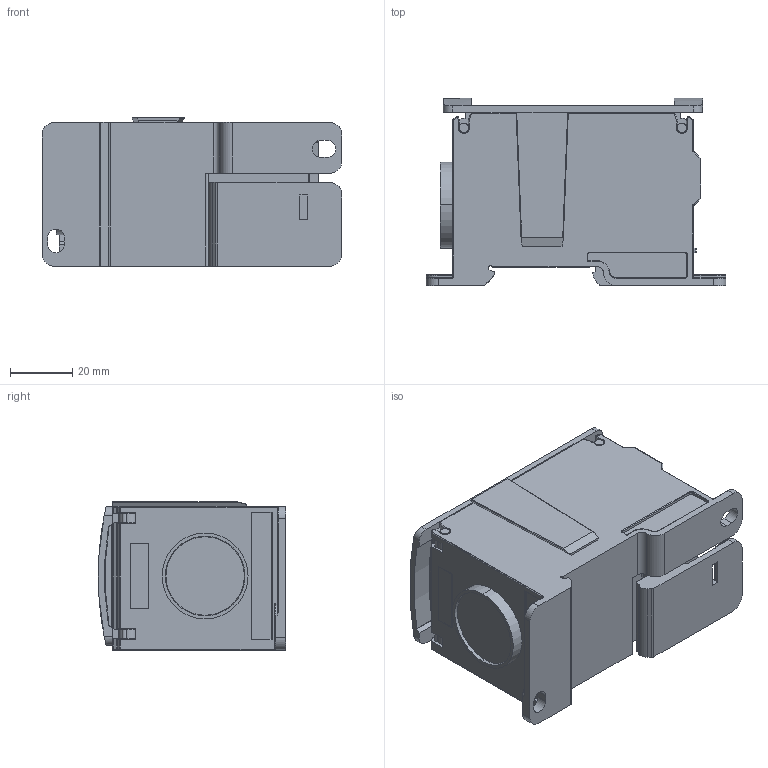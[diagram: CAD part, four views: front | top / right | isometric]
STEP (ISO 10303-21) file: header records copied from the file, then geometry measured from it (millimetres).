
FILE_DESCRIPTION (( 'STEP AP203' ), '1' );
FILE_NAME ('GPB2-255P1-11L.step', '2024-08-05T18:18:35', ( '' ), ( '' ), 'SwSTEP 2.0', 'SolidWorks 2023', '' );
FILE_SCHEMA (( 'CONFIG_CONTROL_DESIGN' ));
Length unit declared in the file: inch
Products named in the file (1): GPB2-255P1-11L
Bounding box: 96 x 60 x 47.5 mm (x, y, z)
Volume: 189985.5 mm3; surface area: 29200 mm2
Topology: 1 solids, 1 shells, 626 faces, 1636 edges, 998 vertices
Faces by surface type: cylinder 290, plane 212, bspline 118, torus 4, cone 2
Entity records: 22821 total; most frequent: CARTESIAN_POINT 7968, ORIENTED_EDGE 3226, DIRECTION 3031, EDGE_CURVE 1613, AXIS2_PLACEMENT_3D 1095, VERTEX_POINT 998, VECTOR 841, LINE 841
